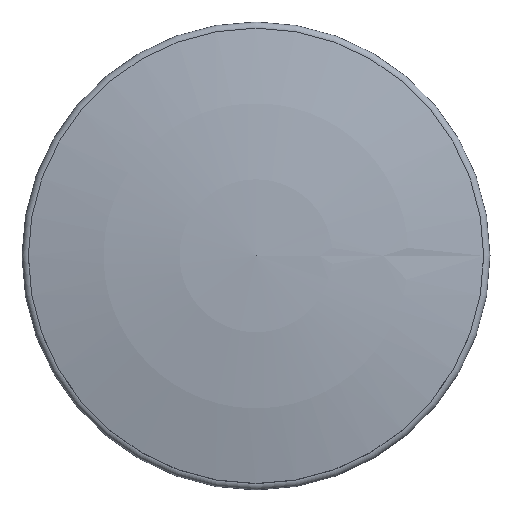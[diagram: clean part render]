
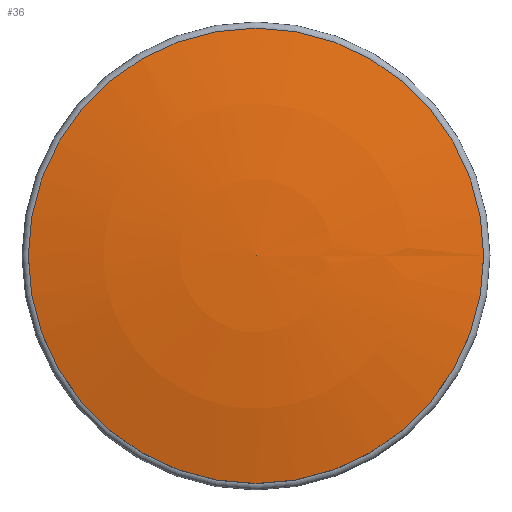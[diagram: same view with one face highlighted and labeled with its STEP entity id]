
A CAD part, top view. The second image highlights one B-rep face of the part: STEP entity #36.
In plain terms, the highlighted spherical face has radius 41 mm.
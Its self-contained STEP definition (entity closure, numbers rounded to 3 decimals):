
#36 = ADVANCED_FACE( '', ( #73 ), #74, .T. );
#73 = FACE_OUTER_BOUND( '', #110, .T. );
#74 = SPHERICAL_SURFACE( '', #111, 41. );
#110 = EDGE_LOOP( '', ( #145 ) );
#111 = AXIS2_PLACEMENT_3D( '', #146, #147, #148 );
#145 = ORIENTED_EDGE( '', *, *, #185, .T. );
#146 = CARTESIAN_POINT( '', ( 0., 0., -35. ) );
#147 = DIRECTION( '', ( 0., 0., 1. ) );
#148 = DIRECTION( '', ( 1., 0., 0. ) );
#185 = EDGE_CURVE( '', #204, #204, #205, .T. );
#204 = VERTEX_POINT( '', #226 );
#205 = CIRCLE( '', #227, 9. );
#226 = CARTESIAN_POINT( '', ( 9., 0., 5. ) );
#227 = AXIS2_PLACEMENT_3D( '', #249, #250, #251 );
#249 = CARTESIAN_POINT( '', ( 0., 0., 5. ) );
#250 = DIRECTION( '', ( 0., 0., 1. ) );
#251 = DIRECTION( '', ( 1., 0., 0. ) );
